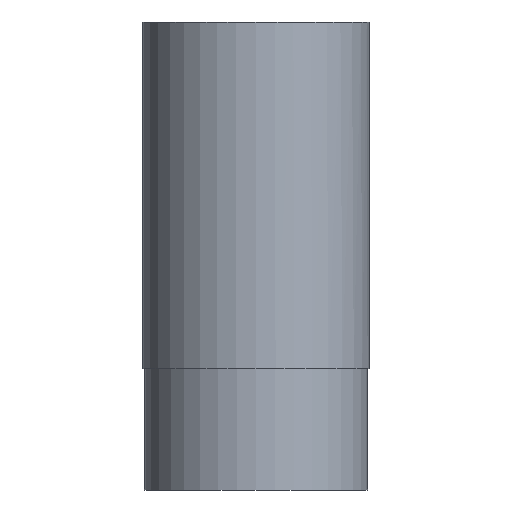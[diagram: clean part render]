
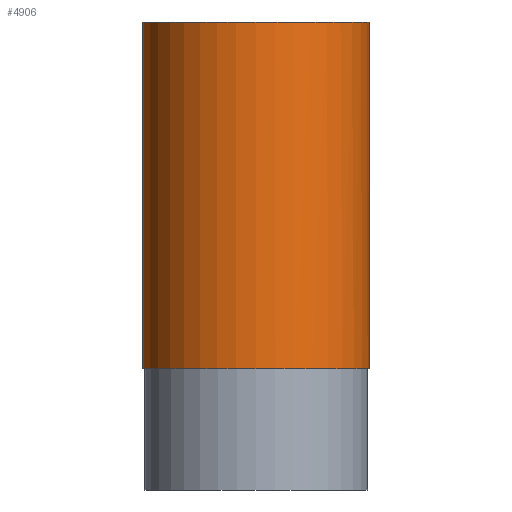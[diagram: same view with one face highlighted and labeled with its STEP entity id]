
A CAD part, left-side view. The second image highlights one B-rep face of the part: STEP entity #4906.
In plain terms, the highlighted cylindrical face has radius 28.15 mm (diameter 56.3 mm), a full revolution.
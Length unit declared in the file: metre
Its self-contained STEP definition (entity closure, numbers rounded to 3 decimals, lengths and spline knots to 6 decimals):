
#270=LINE('',#10695,#735);
#271=LINE('',#10700,#736);
#735=VECTOR('',#6319,1.);
#736=VECTOR('',#6322,1.);
#1115=CYLINDRICAL_SURFACE('',#5353,0.02815);
#1271=CIRCLE('',#5354,0.02815);
#1272=CIRCLE('',#5355,0.02815);
#1273=CIRCLE('',#5356,0.02815);
#2378=ORIENTED_EDGE('',*,*,#3336,.F.);
#2379=ORIENTED_EDGE('',*,*,#3337,.F.);
#2380=ORIENTED_EDGE('',*,*,#3338,.T.);
#2381=ORIENTED_EDGE('',*,*,#3339,.T.);
#2382=ORIENTED_EDGE('',*,*,#3340,.T.);
#3336=EDGE_CURVE('',#3899,#3899,#1271,.T.);
#3337=EDGE_CURVE('',#3900,#3901,#270,.T.);
#3338=EDGE_CURVE('',#3900,#3902,#1272,.T.);
#3339=EDGE_CURVE('',#3902,#3903,#271,.T.);
#3340=EDGE_CURVE('',#3903,#3901,#1273,.T.);
#3899=VERTEX_POINT('',#10694);
#3900=VERTEX_POINT('',#10696);
#3901=VERTEX_POINT('',#10697);
#3902=VERTEX_POINT('',#10699);
#3903=VERTEX_POINT('',#10701);
#4265=EDGE_LOOP('',(#2378));
#4266=EDGE_LOOP('',(#2379,#2380,#2381,#2382));
#4582=FACE_BOUND('',#4265,.T.);
#4583=FACE_BOUND('',#4266,.T.);
#4906=ADVANCED_FACE('',(#4582,#4583),#1115,.T.);
#5353=AXIS2_PLACEMENT_3D('',#10692,#6315,#6316);
#5354=AXIS2_PLACEMENT_3D('',#10693,#6317,#6318);
#5355=AXIS2_PLACEMENT_3D('',#10698,#6320,#6321);
#5356=AXIS2_PLACEMENT_3D('',#10702,#6323,#6324);
#6315=DIRECTION('',(0.,0.,-1.));
#6316=DIRECTION('',(-1.,0.,0.));
#6317=DIRECTION('',(0.,0.,1.));
#6318=DIRECTION('',(1.,0.,0.));
#6319=DIRECTION('',(0.,0.,1.));
#6320=DIRECTION('',(0.,0.,1.));
#6321=DIRECTION('',(1.,0.,0.));
#6322=DIRECTION('',(0.,0.,1.));
#6323=DIRECTION('',(0.,0.,1.));
#6324=DIRECTION('',(1.,0.,0.));
#10692=CARTESIAN_POINT('',(0.,0.,0.036));
#10693=CARTESIAN_POINT('',(0.,0.,0.116));
#10694=CARTESIAN_POINT('',(0.02815,0.,0.116));
#10695=CARTESIAN_POINT('',(-0.024049,-0.014632,0.029998));
#10696=CARTESIAN_POINT('',(-0.024049,-0.014632,0.03));
#10697=CARTESIAN_POINT('',(-0.024049,-0.014632,0.081));
#10698=CARTESIAN_POINT('',(0.,0.,0.03));
#10699=CARTESIAN_POINT('',(-0.024049,0.014632,0.03));
#10700=CARTESIAN_POINT('',(-0.024049,0.014632,0.029998));
#10701=CARTESIAN_POINT('',(-0.024049,0.014632,0.081));
#10702=CARTESIAN_POINT('',(0.,0.,0.081));
